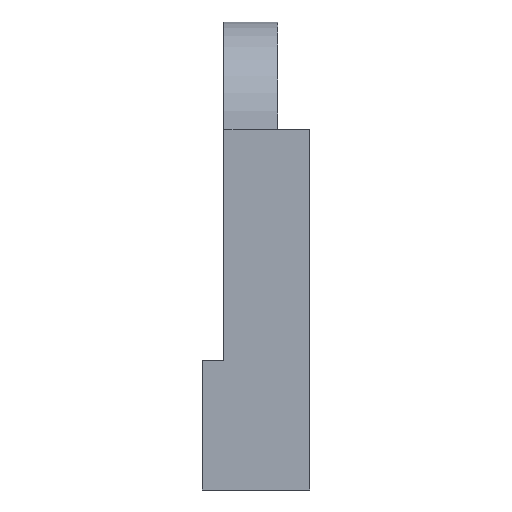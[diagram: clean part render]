
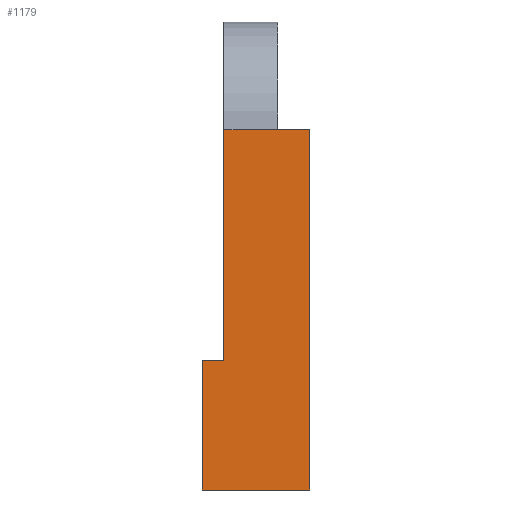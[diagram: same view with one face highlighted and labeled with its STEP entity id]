
A CAD part, left-side view. The second image highlights one B-rep face of the part: STEP entity #1179.
In plain terms, the highlighted planar face has unit normal (-1, 0, 0).
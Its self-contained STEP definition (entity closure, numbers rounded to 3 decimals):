
#3 = EDGE_CURVE ( 'NONE', #1567, #1181, #168, .T. ) ;
#66 = CARTESIAN_POINT ( 'NONE',  ( -27., 0., 23.5 ) ) ;
#168 = LINE ( 'NONE', #815, #875 ) ;
#176 = LINE ( 'NONE', #321, #1556 ) ;
#208 = DIRECTION ( 'NONE',  ( 0., -1., 0. ) ) ;
#212 = DIRECTION ( 'NONE',  ( 0., 1., 0. ) ) ;
#250 = ORIENTED_EDGE ( 'NONE', *, *, #3, .T. ) ;
#301 = LINE ( 'NONE', #725, #1267 ) ;
#321 = CARTESIAN_POINT ( 'NONE',  ( -27., 14., 0. ) ) ;
#324 = EDGE_CURVE ( 'NONE', #1662, #1181, #301, .T. ) ;
#339 = VERTEX_POINT ( 'NONE', #1509 ) ;
#356 = EDGE_CURVE ( 'NONE', #721, #1019, #1100, .T. ) ;
#365 = VECTOR ( 'NONE', #212, 1000. ) ;
#366 = EDGE_LOOP ( 'NONE', ( #250, #781, #1404, #462, #1286, #433, #1519 ) ) ;
#433 = ORIENTED_EDGE ( 'NONE', *, *, #1082, .F. ) ;
#437 = CARTESIAN_POINT ( 'NONE',  ( -27., 10., -19.5 ) ) ;
#442 = DIRECTION ( 'NONE',  ( 0., 0., -1. ) ) ;
#448 = EDGE_CURVE ( 'NONE', #1361, #1019, #608, .T. ) ;
#452 = DIRECTION ( 'NONE',  ( 0., 1., 0. ) ) ;
#462 = ORIENTED_EDGE ( 'NONE', *, *, #356, .T. ) ;
#479 = CARTESIAN_POINT ( 'NONE',  ( -27., 0., 23.5 ) ) ;
#608 = LINE ( 'NONE', #1691, #1382 ) ;
#650 = FACE_OUTER_BOUND ( 'NONE', #366, .T. ) ;
#721 = VERTEX_POINT ( 'NONE', #479 ) ;
#725 = CARTESIAN_POINT ( 'NONE',  ( -27., -5.945, 23.5 ) ) ;
#727 = CARTESIAN_POINT ( 'NONE',  ( -27., 14., -19.5 ) ) ;
#770 = DIRECTION ( 'NONE',  ( 1., 0., 0. ) ) ;
#778 = CARTESIAN_POINT ( 'NONE',  ( -27., 14., -43.5 ) ) ;
#781 = ORIENTED_EDGE ( 'NONE', *, *, #324, .F. ) ;
#806 = CARTESIAN_POINT ( 'NONE',  ( -27., -5.945, 23.5 ) ) ;
#815 = CARTESIAN_POINT ( 'NONE',  ( -27., 10., -43.5 ) ) ;
#840 = LINE ( 'NONE', #727, #1054 ) ;
#845 = EDGE_CURVE ( 'NONE', #1662, #721, #1278, .T. ) ;
#875 = VECTOR ( 'NONE', #1189, 1000. ) ;
#909 = VECTOR ( 'NONE', #452, 1000. ) ;
#1019 = VERTEX_POINT ( 'NONE', #1212 ) ;
#1029 = PLANE ( 'NONE',  #1362 ) ;
#1039 = DIRECTION ( 'NONE',  ( 0., 0., -1. ) ) ;
#1054 = VECTOR ( 'NONE', #208, 1000. ) ;
#1082 = EDGE_CURVE ( 'NONE', #339, #1361, #840, .T. ) ;
#1100 = LINE ( 'NONE', #1235, #909 ) ;
#1101 = DIRECTION ( 'NONE',  ( 0., 0., 1. ) ) ;
#1179 = ADVANCED_FACE ( 'NONE', ( #650 ), #1029, .F. ) ;
#1181 = VERTEX_POINT ( 'NONE', #1672 ) ;
#1189 = DIRECTION ( 'NONE',  ( 0., -1., 0. ) ) ;
#1212 = CARTESIAN_POINT ( 'NONE',  ( -27., 10., 23.5 ) ) ;
#1235 = CARTESIAN_POINT ( 'NONE',  ( -27., 10., 23.5 ) ) ;
#1267 = VECTOR ( 'NONE', #442, 1000. ) ;
#1278 = LINE ( 'NONE', #66, #365 ) ;
#1286 = ORIENTED_EDGE ( 'NONE', *, *, #448, .F. ) ;
#1361 = VERTEX_POINT ( 'NONE', #437 ) ;
#1362 = AXIS2_PLACEMENT_3D ( 'NONE', #1682, #770, #1039 ) ;
#1382 = VECTOR ( 'NONE', #1547, 1000. ) ;
#1404 = ORIENTED_EDGE ( 'NONE', *, *, #845, .T. ) ;
#1497 = EDGE_CURVE ( 'NONE', #1567, #339, #176, .T. ) ;
#1509 = CARTESIAN_POINT ( 'NONE',  ( -27., 14., -19.5 ) ) ;
#1519 = ORIENTED_EDGE ( 'NONE', *, *, #1497, .F. ) ;
#1547 = DIRECTION ( 'NONE',  ( 0., 0., 1. ) ) ;
#1556 = VECTOR ( 'NONE', #1101, 1000. ) ;
#1567 = VERTEX_POINT ( 'NONE', #778 ) ;
#1662 = VERTEX_POINT ( 'NONE', #806 ) ;
#1672 = CARTESIAN_POINT ( 'NONE',  ( -27., -5.945, -43.5 ) ) ;
#1682 = CARTESIAN_POINT ( 'NONE',  ( -27., 10., -43.5 ) ) ;
#1691 = CARTESIAN_POINT ( 'NONE',  ( -27., 10., -43.5 ) ) ;
